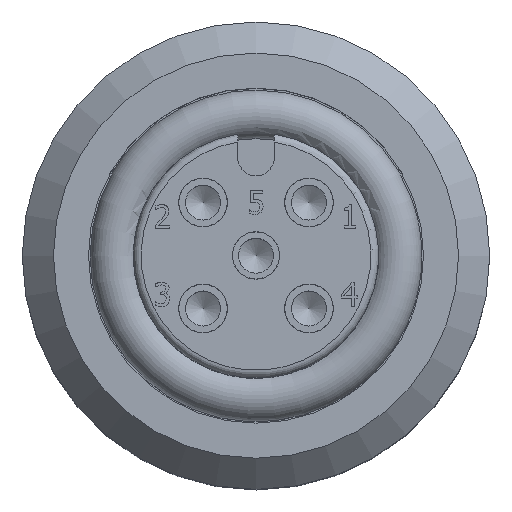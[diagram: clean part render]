
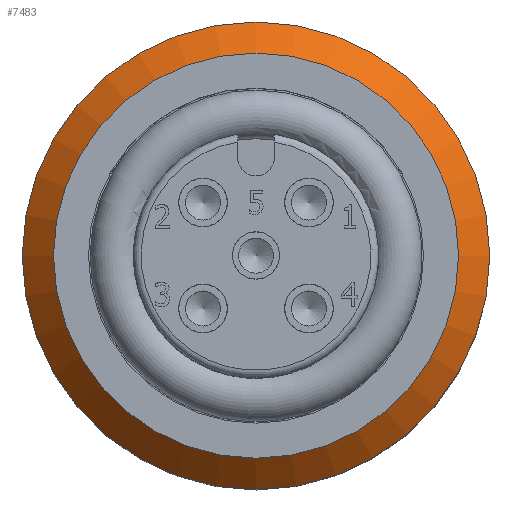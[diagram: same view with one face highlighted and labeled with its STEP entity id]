
A CAD part, top view. The second image highlights one B-rep face of the part: STEP entity #7483.
In plain terms, the highlighted conical face has half-angle 45 degrees and reference radius 7.112 mm.
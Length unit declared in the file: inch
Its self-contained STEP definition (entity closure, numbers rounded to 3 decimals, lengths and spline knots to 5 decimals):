
#83=CONICAL_SURFACE('',#8519,0.28,45.);
#821=FACE_BOUND('',#2970,.T.);
#1331=CIRCLE('',#8516,0.3);
#1333=CIRCLE('',#8520,0.26);
#2226=FACE_OUTER_BOUND('',#2969,.T.);
#2969=EDGE_LOOP('',(#5932));
#2970=EDGE_LOOP('',(#5933));
#3578=VERTEX_POINT('',#12586);
#3580=VERTEX_POINT('',#12592);
#4354=EDGE_CURVE('',#3578,#3578,#1331,.T.);
#4356=EDGE_CURVE('',#3580,#3580,#1333,.T.);
#5932=ORIENTED_EDGE('',*,*,#4356,.T.);
#5933=ORIENTED_EDGE('',*,*,#4354,.T.);
#7483=ADVANCED_FACE('',(#2226,#821),#83,.T.);
#8516=AXIS2_PLACEMENT_3D('',#12587,#10509,#10510);
#8519=AXIS2_PLACEMENT_3D('',#12591,#10515,#10516);
#8520=AXIS2_PLACEMENT_3D('',#12593,#10517,#10518);
#10509=DIRECTION('center_axis',(0.,0.,
1.));
#10510=DIRECTION('ref_axis',(-1.,0.,0.));
#10515=DIRECTION('center_axis',(0.,0.,
-1.));
#10516=DIRECTION('ref_axis',(-1.,0.,0.));
#10517=DIRECTION('center_axis',(0.,0.,
-1.));
#10518=DIRECTION('ref_axis',(-1.,0.,0.));
#12586=CARTESIAN_POINT('',(0.3,0.,0.27159));
#12587=CARTESIAN_POINT('Origin',(0.,0.,
0.27159));
#12591=CARTESIAN_POINT('Origin',(0.,0.,
0.29159));
#12592=CARTESIAN_POINT('',(0.26,0.,0.31159));
#12593=CARTESIAN_POINT('Origin',(0.,0.,
0.31159));
